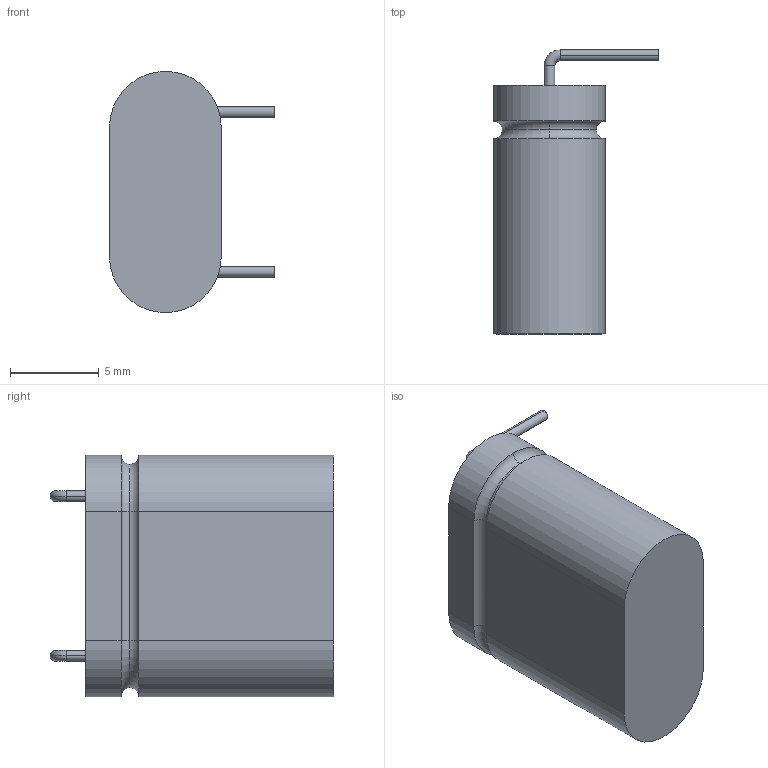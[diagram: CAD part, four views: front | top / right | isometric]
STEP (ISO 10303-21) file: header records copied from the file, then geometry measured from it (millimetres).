
FILE_DESCRIPTION (( 'STEP AP214' ), '1' );
FILE_NAME ('SCMQ14C474PRBA0.STEP', '2024-01-19T10:19:39', ( '' ), ( '' ), 'SwSTEP 2.0', 'SolidWorks 2021', '' );
FILE_SCHEMA (( 'AUTOMOTIVE_DESIGN' ));
Length unit declared in the file: millimetre
Products named in the file (1): SCMQ14C474PRBA0
Bounding box: 9.3 x 16 x 13.6 mm (x, y, z)
Volume: 1070.9 mm3; surface area: 681.3 mm2
Topology: 1 solids, 1 shells, 42 faces, 94 edges, 57 vertices
Faces by surface type: cylinder 21, plane 11, torus 10
Entity records: 1433 total; most frequent: DIRECTION 237, CARTESIAN_POINT 194, ORIENTED_EDGE 188, AXIS2_PLACEMENT_3D 100, EDGE_CURVE 94, CIRCLE 57, VERTEX_POINT 57, EDGE_LOOP 45
